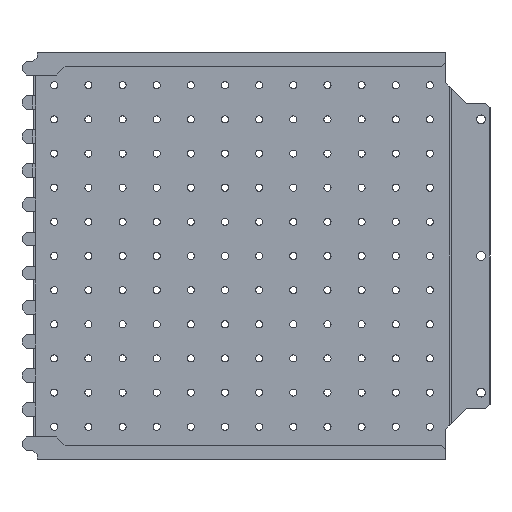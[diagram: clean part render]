
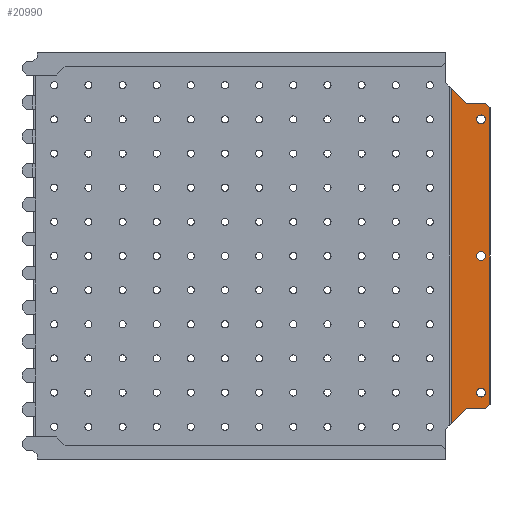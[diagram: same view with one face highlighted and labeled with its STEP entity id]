
A CAD part, front view. The second image highlights one B-rep face of the part: STEP entity #20990.
In plain terms, the highlighted planar face has unit normal (0, -1, 0).
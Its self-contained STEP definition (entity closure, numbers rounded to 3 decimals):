
#85 = AXIS2_PLACEMENT_3D ( 'NONE', #34155, #7942, #4132 ) ;
#685 = EDGE_LOOP ( 'NONE', ( #36722, #33054, #32132, #28919, #35699, #33725, #8703, #12298, #7746, #17415 ) ) ;
#1757 = CARTESIAN_POINT ( 'NONE',  ( 175., -375.085, -156.262 ) ) ;
#1999 = FACE_BOUND ( 'NONE', #16595, .T. ) ;
#2145 = CARTESIAN_POINT ( 'NONE',  ( 175., -375.085, -53. ) ) ;
#2208 = DIRECTION ( 'NONE',  ( 0., 0., -1. ) ) ;
#2228 = DIRECTION ( 'NONE',  ( 1., 0., 0. ) ) ;
#2475 = EDGE_CURVE ( 'NONE', #34635, #14475, #12483, .T. ) ;
#2680 = CARTESIAN_POINT ( 'NONE',  ( 175., -375.085, -56.25 ) ) ;
#2698 = DIRECTION ( 'NONE',  ( -1., 0., 0. ) ) ;
#2713 = DIRECTION ( 'NONE',  ( -1., 0., 0. ) ) ;
#2777 = CARTESIAN_POINT ( 'NONE',  ( 175., -375.085, 47.012 ) ) ;
#3735 = CIRCLE ( 'NONE', #12928, 3.25 ) ;
#4059 = DIRECTION ( 'NONE',  ( 0.707, 0., -0.707 ) ) ;
#4132 = DIRECTION ( 'NONE',  ( -1., 0., 0. ) ) ;
#4164 = DIRECTION ( 'NONE',  ( 0., -1., 0. ) ) ;
#4199 = CARTESIAN_POINT ( 'NONE',  ( 178.5, -375.085, -164.512 ) ) ;
#4395 = DIRECTION ( 'NONE',  ( -0.707, 0., -0.707 ) ) ;
#4983 = ORIENTED_EDGE ( 'NONE', *, *, #36888, .F. ) ;
#5038 = CARTESIAN_POINT ( 'NONE',  ( 175., -375.085, -153.012 ) ) ;
#5114 = CARTESIAN_POINT ( 'NONE',  ( 181.5, -375.085, -161.512 ) ) ;
#5232 = DIRECTION ( 'NONE',  ( 0., -1., 0. ) ) ;
#5234 = CARTESIAN_POINT ( 'NONE',  ( 153.496, -375.085, 69.199 ) ) ;
#5382 = CARTESIAN_POINT ( 'NONE',  ( 153.496, -375.085, -175.199 ) ) ;
#5706 = CIRCLE ( 'NONE', #27042, 3.25 ) ;
#6074 = CARTESIAN_POINT ( 'NONE',  ( 153.637, -375.085, -174.94 ) ) ;
#6095 = ORIENTED_EDGE ( 'NONE', *, *, #35164, .F. ) ;
#6278 = EDGE_CURVE ( 'NONE', #24764, #37509, #36881, .T. ) ;
#6636 = EDGE_CURVE ( 'NONE', #25150, #10880, #14471, .T. ) ;
#7048 = CARTESIAN_POINT ( 'NONE',  ( 175., -375.085, 47.012 ) ) ;
#7190 = VERTEX_POINT ( 'NONE', #37076 ) ;
#7746 = ORIENTED_EDGE ( 'NONE', *, *, #20021, .F. ) ;
#7904 = DIRECTION ( 'NONE',  ( -1., 0., 0. ) ) ;
#7942 = DIRECTION ( 'NONE',  ( 0., -1., 0. ) ) ;
#8092 = CARTESIAN_POINT ( 'NONE',  ( 153.496, -375.085, 0. ) ) ;
#8547 = DIRECTION ( 'NONE',  ( -1., 0., 0. ) ) ;
#8703 = ORIENTED_EDGE ( 'NONE', *, *, #21531, .F. ) ;
#8945 = VERTEX_POINT ( 'NONE', #17794 ) ;
#9133 = DIRECTION ( 'NONE',  ( -1., 0., 0. ) ) ;
#9429 = DIRECTION ( 'NONE',  ( -1., 0., 0. ) ) ;
#9675 = CARTESIAN_POINT ( 'NONE',  ( 153.496, -375.085, -175.199 ) ) ;
#10803 = FACE_OUTER_BOUND ( 'NONE', #685, .T. ) ;
#10880 = VERTEX_POINT ( 'NONE', #9675 ) ;
#10969 = CARTESIAN_POINT ( 'NONE',  ( 178.5, -375.085, 58.512 ) ) ;
#11032 = CARTESIAN_POINT ( 'NONE',  ( 178.5, -375.085, 58.512 ) ) ;
#11837 = EDGE_CURVE ( 'NONE', #37509, #24764, #30494, .T. ) ;
#11869 = EDGE_CURVE ( 'NONE', #34635, #26266, #15872, .T. ) ;
#12298 = ORIENTED_EDGE ( 'NONE', *, *, #25341, .F. ) ;
#12483 = LINE ( 'NONE', #20891, #25188 ) ;
#12928 = AXIS2_PLACEMENT_3D ( 'NONE', #2777, #16966, #8547 ) ;
#12969 = AXIS2_PLACEMENT_3D ( 'NONE', #35417, #24142, #9429 ) ;
#13416 = DIRECTION ( 'NONE',  ( 0.707, 0., -0.707 ) ) ;
#14316 = LINE ( 'NONE', #25772, #27104 ) ;
#14471 = B_SPLINE_CURVE_WITH_KNOTS ( 'NONE', 3,
 ( #16868, #6074, #29395, #5382 ),
 .UNSPECIFIED., .F., .F.,
 ( 4, 4 ),
 ( 0.002, 0.002 ),
 .UNSPECIFIED. ) ;
#14475 = VERTEX_POINT ( 'NONE', #16950 ) ;
#14624 = AXIS2_PLACEMENT_3D ( 'NONE', #28373, #23184, #2713 ) ;
#15259 = CARTESIAN_POINT ( 'NONE',  ( 178.5, -375.085, -164.512 ) ) ;
#15872 = B_SPLINE_CURVE_WITH_KNOTS ( 'NONE', 3,
 ( #22623, #34311, #31440, #5234 ),
 .UNSPECIFIED., .F., .F.,
 ( 4, 4 ),
 ( 0.002, 0.002 ),
 .UNSPECIFIED. ) ;
#16557 = VERTEX_POINT ( 'NONE', #24828 ) ;
#16595 = EDGE_LOOP ( 'NONE', ( #34879, #25322 ) ) ;
#16673 = EDGE_CURVE ( 'NONE', #35113, #20738, #14316, .T. ) ;
#16868 = CARTESIAN_POINT ( 'NONE',  ( 153.703, -375.085, -174.808 ) ) ;
#16950 = CARTESIAN_POINT ( 'NONE',  ( 164., -375.085, 58.512 ) ) ;
#16966 = DIRECTION ( 'NONE',  ( 0., -1., 0. ) ) ;
#17415 = ORIENTED_EDGE ( 'NONE', *, *, #19257, .F. ) ;
#17794 = CARTESIAN_POINT ( 'NONE',  ( 175., -375.085, 50.262 ) ) ;
#17864 = VECTOR ( 'NONE', #2228, 1000. ) ;
#18885 = VERTEX_POINT ( 'NONE', #28320 ) ;
#19257 = EDGE_CURVE ( 'NONE', #14475, #25646, #21780, .T. ) ;
#19294 = EDGE_LOOP ( 'NONE', ( #23253, #31365 ) ) ;
#19611 = EDGE_CURVE ( 'NONE', #10880, #26266, #22614, .T. ) ;
#20021 = EDGE_CURVE ( 'NONE', #25646, #16557, #31019, .T. ) ;
#20318 = DIRECTION ( 'NONE',  ( 0., -1., 0. ) ) ;
#20384 = AXIS2_PLACEMENT_3D ( 'NONE', #2145, #5232, #7904 ) ;
#20738 = VERTEX_POINT ( 'NONE', #28823 ) ;
#20891 = CARTESIAN_POINT ( 'NONE',  ( 164., -375.085, 58.512 ) ) ;
#20990 = ADVANCED_FACE ( 'NONE', ( #1999, #37012, #30328, #10803 ), #24777, .T. ) ;
#21531 = EDGE_CURVE ( 'NONE', #36392, #35113, #28089, .T. ) ;
#21651 = VECTOR ( 'NONE', #36438, 1000. ) ;
#21780 = LINE ( 'NONE', #11032, #17864 ) ;
#22375 = EDGE_CURVE ( 'NONE', #27171, #7190, #5706, .T. ) ;
#22614 = LINE ( 'NONE', #8092, #24499 ) ;
#22623 = CARTESIAN_POINT ( 'NONE',  ( 153.703, -375.085, 68.808 ) ) ;
#22913 = DIRECTION ( 'NONE',  ( -1., 0., 0. ) ) ;
#23184 = DIRECTION ( 'NONE',  ( 0., -1., 0. ) ) ;
#23253 = ORIENTED_EDGE ( 'NONE', *, *, #35958, .F. ) ;
#23381 = CARTESIAN_POINT ( 'NONE',  ( 175., -375.085, -49.75 ) ) ;
#24135 = CARTESIAN_POINT ( 'NONE',  ( 153.703, -375.085, 68.808 ) ) ;
#24142 = DIRECTION ( 'NONE',  ( 0., -1., 0. ) ) ;
#24202 = DIRECTION ( 'NONE',  ( 0., 0., 1. ) ) ;
#24499 = VECTOR ( 'NONE', #24202, 1000. ) ;
#24764 = VERTEX_POINT ( 'NONE', #2680 ) ;
#24768 = CARTESIAN_POINT ( 'NONE',  ( 153.703, -375.085, -174.808 ) ) ;
#24777 = PLANE ( 'NONE',  #85 ) ;
#24828 = CARTESIAN_POINT ( 'NONE',  ( 181.5, -375.085, 55.512 ) ) ;
#24837 = CARTESIAN_POINT ( 'NONE',  ( 181.5, -375.085, -161.512 ) ) ;
#25150 = VERTEX_POINT ( 'NONE', #29409 ) ;
#25188 = VECTOR ( 'NONE', #4059, 1000. ) ;
#25322 = ORIENTED_EDGE ( 'NONE', *, *, #6278, .F. ) ;
#25341 = EDGE_CURVE ( 'NONE', #16557, #36392, #31314, .T. ) ;
#25646 = VERTEX_POINT ( 'NONE', #10969 ) ;
#25772 = CARTESIAN_POINT ( 'NONE',  ( 164., -375.085, -164.512 ) ) ;
#26266 = VERTEX_POINT ( 'NONE', #35341 ) ;
#26805 = EDGE_CURVE ( 'NONE', #20738, #25150, #33770, .T. ) ;
#27016 = EDGE_LOOP ( 'NONE', ( #4983, #6095 ) ) ;
#27042 = AXIS2_PLACEMENT_3D ( 'NONE', #5038, #20318, #2698 ) ;
#27104 = VECTOR ( 'NONE', #22913, 1000. ) ;
#27171 = VERTEX_POINT ( 'NONE', #1757 ) ;
#27946 = CARTESIAN_POINT ( 'NONE',  ( 181.5, -375.085, 55.512 ) ) ;
#28089 = LINE ( 'NONE', #4199, #32549 ) ;
#28213 = CIRCLE ( 'NONE', #12969, 3.25 ) ;
#28320 = CARTESIAN_POINT ( 'NONE',  ( 175., -375.085, 43.762 ) ) ;
#28373 = CARTESIAN_POINT ( 'NONE',  ( 175., -375.085, -53. ) ) ;
#28823 = CARTESIAN_POINT ( 'NONE',  ( 164., -375.085, -164.512 ) ) ;
#28919 = ORIENTED_EDGE ( 'NONE', *, *, #6636, .F. ) ;
#29395 = CARTESIAN_POINT ( 'NONE',  ( 153.571, -375.085, -175.072 ) ) ;
#29409 = CARTESIAN_POINT ( 'NONE',  ( 153.703, -375.085, -174.808 ) ) ;
#30328 = FACE_BOUND ( 'NONE', #19294, .T. ) ;
#30494 = CIRCLE ( 'NONE', #14624, 3.25 ) ;
#30668 = VECTOR ( 'NONE', #13416, 1000. ) ;
#31019 = LINE ( 'NONE', #27946, #30668 ) ;
#31233 = AXIS2_PLACEMENT_3D ( 'NONE', #7048, #4164, #9133 ) ;
#31314 = LINE ( 'NONE', #5114, #31434 ) ;
#31365 = ORIENTED_EDGE ( 'NONE', *, *, #22375, .F. ) ;
#31434 = VECTOR ( 'NONE', #2208, 1000. ) ;
#31440 = CARTESIAN_POINT ( 'NONE',  ( 153.571, -375.085, 69.072 ) ) ;
#32132 = ORIENTED_EDGE ( 'NONE', *, *, #19611, .F. ) ;
#32549 = VECTOR ( 'NONE', #4395, 1000. ) ;
#33054 = ORIENTED_EDGE ( 'NONE', *, *, #11869, .T. ) ;
#33725 = ORIENTED_EDGE ( 'NONE', *, *, #16673, .F. ) ;
#33770 = LINE ( 'NONE', #24768, #21651 ) ;
#34155 = CARTESIAN_POINT ( 'NONE',  ( 0.146, -375.085, 0. ) ) ;
#34311 = CARTESIAN_POINT ( 'NONE',  ( 153.637, -375.085, 68.94 ) ) ;
#34635 = VERTEX_POINT ( 'NONE', #24135 ) ;
#34879 = ORIENTED_EDGE ( 'NONE', *, *, #11837, .F. ) ;
#35113 = VERTEX_POINT ( 'NONE', #15259 ) ;
#35164 = EDGE_CURVE ( 'NONE', #18885, #8945, #35489, .T. ) ;
#35341 = CARTESIAN_POINT ( 'NONE',  ( 153.496, -375.085, 69.199 ) ) ;
#35417 = CARTESIAN_POINT ( 'NONE',  ( 175., -375.085, -153.012 ) ) ;
#35489 = CIRCLE ( 'NONE', #31233, 3.25 ) ;
#35699 = ORIENTED_EDGE ( 'NONE', *, *, #26805, .F. ) ;
#35958 = EDGE_CURVE ( 'NONE', #7190, #27171, #28213, .T. ) ;
#36392 = VERTEX_POINT ( 'NONE', #24837 ) ;
#36438 = DIRECTION ( 'NONE',  ( -0.707, 0., -0.707 ) ) ;
#36722 = ORIENTED_EDGE ( 'NONE', *, *, #2475, .F. ) ;
#36881 = CIRCLE ( 'NONE', #20384, 3.25 ) ;
#36888 = EDGE_CURVE ( 'NONE', #8945, #18885, #3735, .T. ) ;
#37012 = FACE_BOUND ( 'NONE', #27016, .T. ) ;
#37076 = CARTESIAN_POINT ( 'NONE',  ( 175., -375.085, -149.762 ) ) ;
#37509 = VERTEX_POINT ( 'NONE', #23381 ) ;
